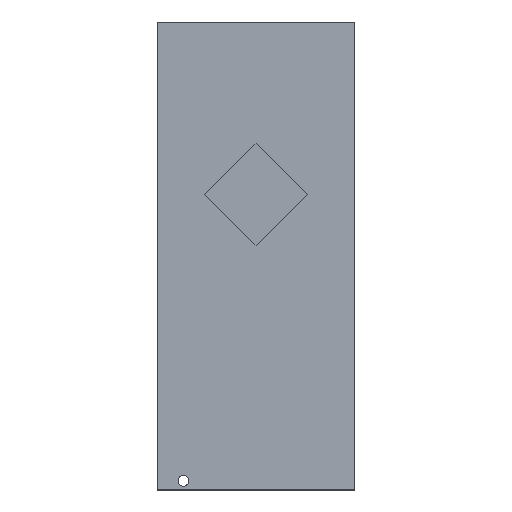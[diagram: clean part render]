
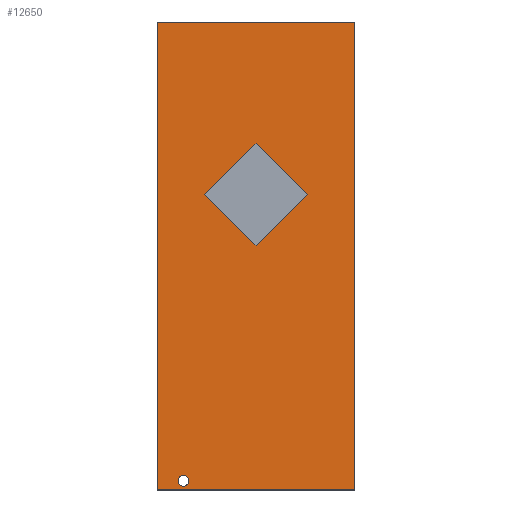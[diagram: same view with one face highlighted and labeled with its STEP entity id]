
A CAD part, top view. The second image highlights one B-rep face of the part: STEP entity #12650.
In plain terms, the highlighted planar face has unit normal (0, 0, 1).
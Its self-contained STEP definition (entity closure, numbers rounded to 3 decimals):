
#15=FACE_BOUND('',#1695,.T.);
#17=CIRCLE('',#13499,0.5);
#949=FACE_OUTER_BOUND('',#1694,.T.);
#1694=EDGE_LOOP('',(#11135,#11136,#11137,#11138));
#1695=EDGE_LOOP('',(#11139));
#3351=LINE('',#20170,#5020);
#3354=LINE('',#20176,#5023);
#3357=LINE('',#20182,#5026);
#3360=LINE('',#20186,#5029);
#5020=VECTOR('',#16637,10.);
#5023=VECTOR('',#16642,10.);
#5026=VECTOR('',#16647,10.);
#5029=VECTOR('',#16652,10.);
#6138=VERTEX_POINT('',#20158);
#6142=VERTEX_POINT('',#20167);
#6143=VERTEX_POINT('',#20169);
#6145=VERTEX_POINT('',#20175);
#6147=VERTEX_POINT('',#20181);
#7800=EDGE_CURVE('',#6138,#6138,#17,.T.);
#7805=EDGE_CURVE('',#6143,#6142,#3351,.T.);
#7808=EDGE_CURVE('',#6145,#6143,#3354,.T.);
#7811=EDGE_CURVE('',#6147,#6145,#3357,.T.);
#7814=EDGE_CURVE('',#6142,#6147,#3360,.T.);
#11135=ORIENTED_EDGE('',*,*,#7814,.T.);
#11136=ORIENTED_EDGE('',*,*,#7811,.T.);
#11137=ORIENTED_EDGE('',*,*,#7808,.T.);
#11138=ORIENTED_EDGE('',*,*,#7805,.T.);
#11139=ORIENTED_EDGE('',*,*,#7800,.T.);
#11905=PLANE('',#13505);
#12650=ADVANCED_FACE('',(#949,#15),#11905,.T.);
#13499=AXIS2_PLACEMENT_3D('',#20159,#16628,#16629);
#13505=AXIS2_PLACEMENT_3D('',#20187,#16653,#16654);
#16628=DIRECTION('center_axis',(0.,0.,-1.));
#16629=DIRECTION('ref_axis',(1.,0.,0.));
#16637=DIRECTION('',(0.,-1.,0.));
#16642=DIRECTION('',(-1.,0.,0.));
#16647=DIRECTION('',(0.,1.,0.));
#16652=DIRECTION('',(1.,0.,0.));
#16653=DIRECTION('center_axis',(0.,0.,1.));
#16654=DIRECTION('ref_axis',(1.,0.,0.));
#20158=CARTESIAN_POINT('',(-7.19,-20.72,3.8));
#20159=CARTESIAN_POINT('Origin',(-6.69,-20.72,3.8));
#20167=CARTESIAN_POINT('',(-9.09,-21.57,3.8));
#20169=CARTESIAN_POINT('',(-9.09,21.57,3.8));
#20170=CARTESIAN_POINT('',(-9.09,-21.57,3.8));
#20175=CARTESIAN_POINT('',(9.09,21.57,3.8));
#20176=CARTESIAN_POINT('',(-9.09,21.57,3.8));
#20181=CARTESIAN_POINT('',(9.09,-21.57,3.8));
#20182=CARTESIAN_POINT('',(9.09,21.57,3.8));
#20186=CARTESIAN_POINT('',(9.09,-21.57,3.8));
#20187=CARTESIAN_POINT('Origin',(0.,0.,3.8));
